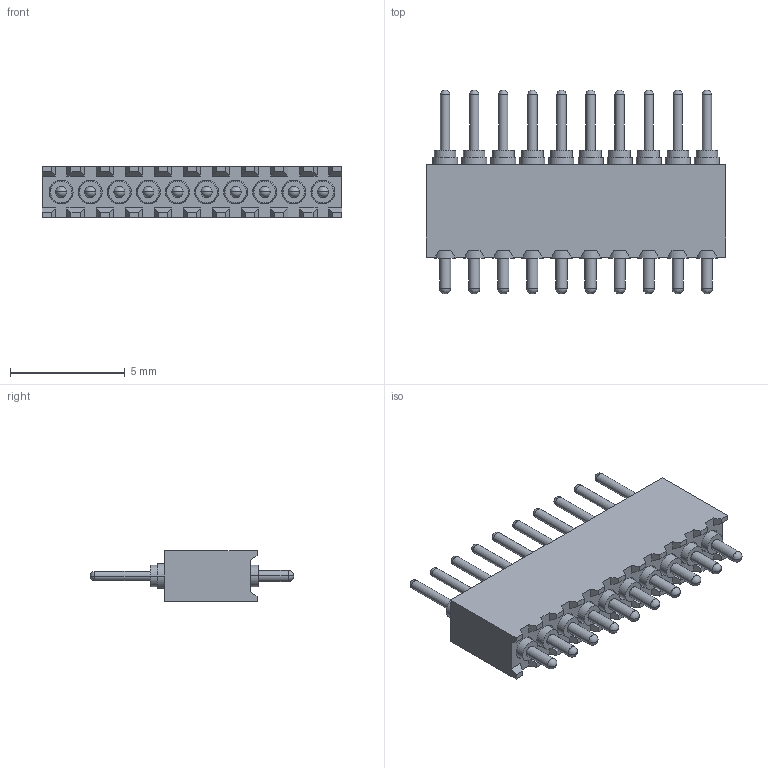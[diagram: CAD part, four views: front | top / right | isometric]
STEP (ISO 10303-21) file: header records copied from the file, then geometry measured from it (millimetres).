
FILE_DESCRIPTION (( 'STEP AP214' ), '1' );
FILE_NAME ('mill-max-854-22-010-10-002101.STEP', '2023-03-16T19:07:31', ( '' ), ( '' ), 'SwSTEP 2.0', 'SolidWorks 2022', '' );
FILE_SCHEMA (( 'AUTOMOTIVE_DESIGN' ));
Length unit declared in the file: inch
Products named in the file (3): mill-max-854-22-010-10-002101; P8XX-18-013-02-000000_P810-18-013-02-000000; 0985_default
Assembly tree (11 placements, depth 2):
  mill-max-854-22-010-10-002101
    P8XX-18-013-02-000000_P810-18-013-02-000000
    0985_default  x10
Bounding box: 13.08 x 8.89 x 2.21 mm (x, y, z)
Volume: 117.7 mm3; surface area: 501.4 mm2
Topology: 11 solids, 11 shells, 340 faces, 844 edges, 536 vertices
Faces by surface type: cylinder 140, plane 140, sphere 40, cone 20
Entity records: 4456 total; most frequent: CARTESIAN_POINT 759, ORIENTED_EDGE 736, DIRECTION 732, EDGE_CURVE 368, VECTOR 298, LINE 298, VERTEX_POINT 244, AXIS2_PLACEMENT_3D 217
